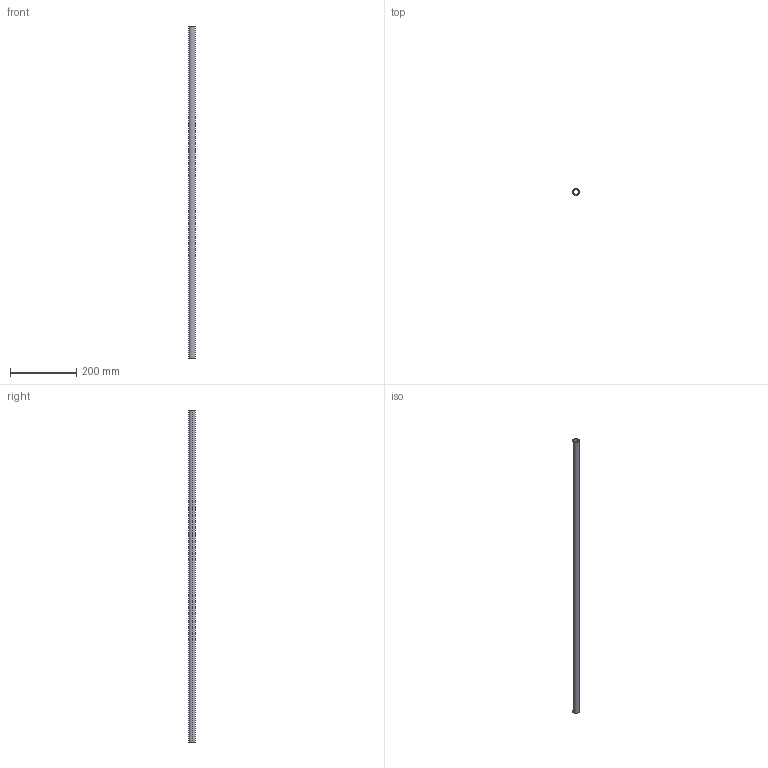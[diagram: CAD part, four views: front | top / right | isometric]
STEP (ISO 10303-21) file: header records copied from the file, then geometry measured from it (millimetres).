
FILE_DESCRIPTION (( 'STEP AP214' ), '1' );
FILE_NAME ('Ñáîðêà10.STEP', '2025-03-28T11:23:35', ( '' ), ( '' ), 'SwSTEP 2.0', 'SolidWorks 2025', '' );
FILE_SCHEMA (( 'AUTOMOTIVE_DESIGN' ));
Length unit declared in the file: millimetre
Products named in the file (2): Сборка10; TR20S1,5 Профиль алюминиевый, труба Ø20х1,5 (Без покрытия)_00
Assembly tree (1 placements, depth 2):
  Сборка10
    TR20S1,5 Профиль алюминиевый, труба Ø20х1,5 (Без покрытия)_00
Bounding box: 20 x 20 x 1000 mm (x, y, z)
Volume: 87179.2 mm3; surface area: 116413.3 mm2
Topology: 1 solids, 1 shells, 6 faces, 12 edges, 8 vertices
Faces by surface type: cylinder 4, plane 2
Entity records: 234 total; most frequent: DIRECTION 40, CARTESIAN_POINT 30, ORIENTED_EDGE 24, AXIS2_PLACEMENT_3D 18, EDGE_CURVE 12, VERTEX_POINT 8, EDGE_LOOP 8, CIRCLE 8
